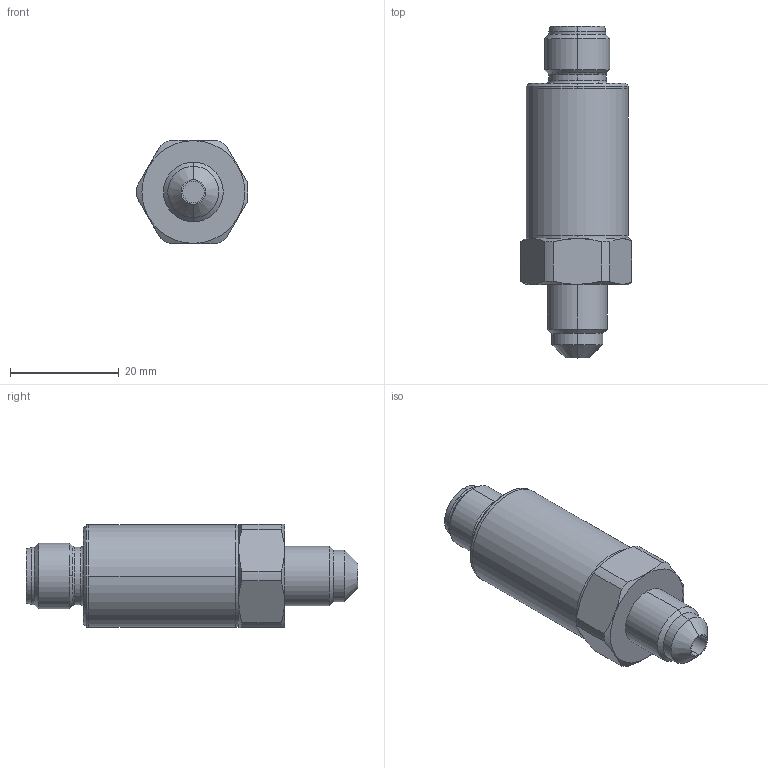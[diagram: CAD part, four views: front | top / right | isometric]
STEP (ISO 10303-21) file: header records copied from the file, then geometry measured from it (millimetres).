
FILE_DESCRIPTION (( 'STEP AP214' ), '1' );
FILE_NAME ('825X.XX.XX.18.35.STEP', '2017-06-27T04:43:36', ( 'upgadmin' ), ( 'Hewlett-Packard Company' ), 'SwSTEP 2.0', 'SolidWorks 2016', '' );
FILE_SCHEMA (( 'AUTOMOTIVE_DESIGN' ));
Length unit declared in the file: millimetre
Products named in the file (8): C23589_C23589; C23113_18_C23113; 825X.XX.XX.18.35; M12x1_5P_35; C23113_18; C21542_defeatured; C23589
Assembly tree (4 placements, depth 3):
  825X.XX.XX.18.35
    C21542_defeatured
    C23113_18_C23113
    M12x1_5P_35
      C23589_C23589
  C23113_18
  C21542_defeatured
  C23589
Bounding box: 20.5 x 61.05 x 19 mm (x, y, z)
Volume: 12829.1 mm3; surface area: 6348.7 mm2
Topology: 3 solids, 5 shells, 409 faces, 1071 edges, 666 vertices
Faces by surface type: cylinder 153, plane 132, cone 75, bspline 39, torus 10
Entity records: 14845 total; most frequent: CARTESIAN_POINT 4830, ORIENTED_EDGE 2114, DIRECTION 2018, EDGE_CURVE 1057, AXIS2_PLACEMENT_3D 803, VERTEX_POINT 666, EDGE_LOOP 439, CIRCLE 424
